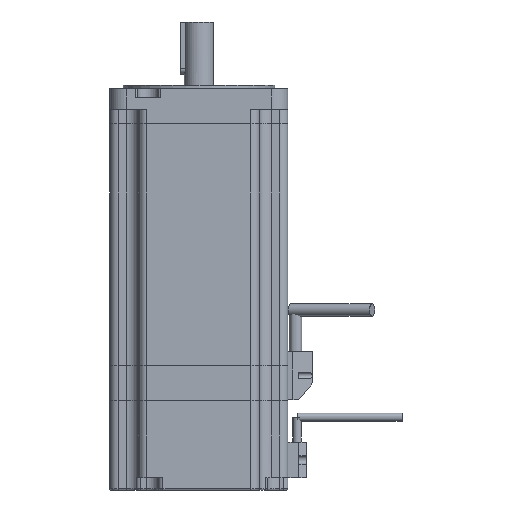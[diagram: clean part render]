
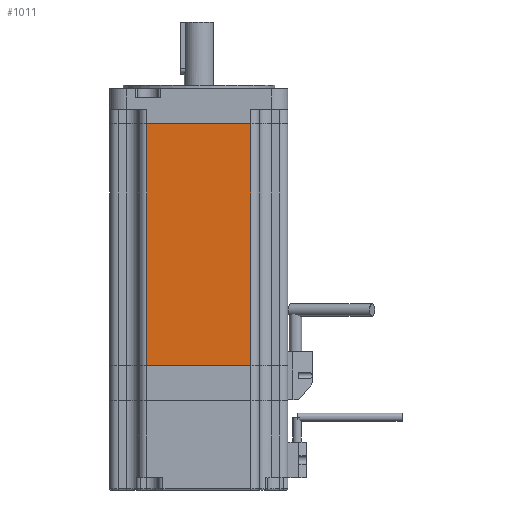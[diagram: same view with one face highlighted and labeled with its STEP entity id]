
A CAD part, left-side view. The second image highlights one B-rep face of the part: STEP entity #1011.
In plain terms, the highlighted planar face has unit normal (-1, 0, 0).
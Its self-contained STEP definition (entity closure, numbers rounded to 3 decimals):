
#1011=ADVANCED_FACE('',(#1506),#1315,.F.);
#1315=PLANE('',#6404);
#1506=FACE_OUTER_BOUND('',#1829,.T.);
#1829=EDGE_LOOP('',(#2680,#2681,#2682,#2683));
#2680=ORIENTED_EDGE('',*,*,#4626,.T.);
#2681=ORIENTED_EDGE('',*,*,#4673,.T.);
#2682=ORIENTED_EDGE('',*,*,#4649,.T.);
#2683=ORIENTED_EDGE('',*,*,#4672,.T.);
#3991=VERTEX_POINT('',#9232);
#3992=VERTEX_POINT('',#9234);
#4014=VERTEX_POINT('',#9279);
#4015=VERTEX_POINT('',#9281);
#4626=EDGE_CURVE('',#3992,#3991,#5372,.T.);
#4649=EDGE_CURVE('',#4015,#4014,#5382,.T.);
#4672=EDGE_CURVE('',#4014,#3992,#5394,.T.);
#4673=EDGE_CURVE('',#3991,#4015,#5395,.T.);
#5372=LINE('',#9233,#5850);
#5382=LINE('',#9280,#5860);
#5394=LINE('',#9325,#5872);
#5395=LINE('',#9327,#5873);
#5850=VECTOR('',#7358,1.);
#5860=VECTOR('',#7396,1.);
#5872=VECTOR('',#7432,1.);
#5873=VECTOR('',#7435,1.);
#6404=AXIS2_PLACEMENT_3D('',#9350,#7469,#7470);
#7358=DIRECTION('',(0.,-1.,0.));
#7396=DIRECTION('',(0.,1.,0.));
#7432=DIRECTION('',(0.,0.,-1.));
#7435=DIRECTION('',(0.,0.,1.));
#7469=DIRECTION('',(1.,0.,0.));
#7470=DIRECTION('',(0.,0.,-1.));
#9232=CARTESIAN_POINT('',(-42.75,-24.94,-133.));
#9233=CARTESIAN_POINT('',(-42.75,0.06,-133.));
#9234=CARTESIAN_POINT('',(-42.75,25.06,-133.));
#9279=CARTESIAN_POINT('',(-42.75,25.06,-17.));
#9280=CARTESIAN_POINT('',(-42.75,-34.69,-17.));
#9281=CARTESIAN_POINT('',(-42.75,-24.94,-17.));
#9325=CARTESIAN_POINT('',(-42.75,25.06,-118.));
#9327=CARTESIAN_POINT('',(-42.75,-24.94,-118.));
#9350=CARTESIAN_POINT('',(-42.75,-34.69,-118.));
